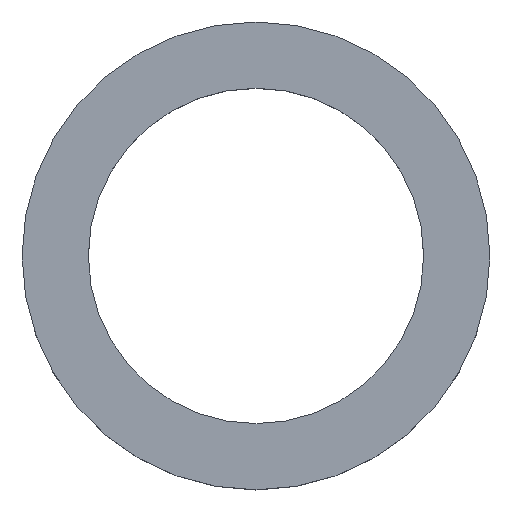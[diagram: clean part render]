
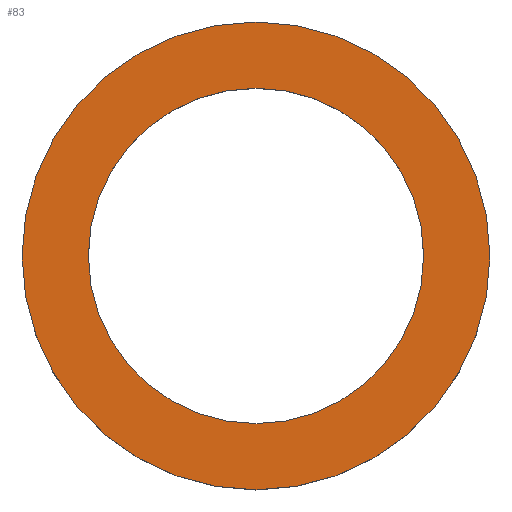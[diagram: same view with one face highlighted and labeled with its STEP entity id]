
A CAD part, top view. The second image highlights one B-rep face of the part: STEP entity #83.
In plain terms, the highlighted planar face has unit normal (0, 0, 1).
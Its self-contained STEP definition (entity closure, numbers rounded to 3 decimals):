
#28=FACE_BOUND('',#36,.T.);
#30=FACE_OUTER_BOUND('',#35,.T.);
#35=EDGE_LOOP('',(#63,#64));
#36=EDGE_LOOP('',(#65));
#42=CIRCLE('',#104,3.);
#43=CIRCLE('',#105,3.);
#44=CIRCLE('',#106,2.15);
#48=VERTEX_POINT('',#149);
#49=VERTEX_POINT('',#150);
#50=VERTEX_POINT('',#153);
#54=EDGE_CURVE('',#48,#49,#42,.T.);
#55=EDGE_CURVE('',#49,#48,#43,.T.);
#56=EDGE_CURVE('',#50,#50,#44,.T.);
#63=ORIENTED_EDGE('',*,*,#54,.T.);
#64=ORIENTED_EDGE('',*,*,#55,.T.);
#65=ORIENTED_EDGE('',*,*,#56,.F.);
#81=PLANE('',#103);
#83=ADVANCED_FACE('',(#30,#28),#81,.T.);
#103=AXIS2_PLACEMENT_3D('',#148,#119,#120);
#104=AXIS2_PLACEMENT_3D('',#151,#121,#122);
#105=AXIS2_PLACEMENT_3D('',#152,#123,#124);
#106=AXIS2_PLACEMENT_3D('',#154,#125,#126);
#119=DIRECTION('center_axis',(0.,0.,1.));
#120=DIRECTION('ref_axis',(1.,0.,0.));
#121=DIRECTION('center_axis',(0.,0.,1.));
#122=DIRECTION('ref_axis',(1.,0.,0.));
#123=DIRECTION('center_axis',(0.,0.,1.));
#124=DIRECTION('ref_axis',(1.,0.,0.));
#125=DIRECTION('center_axis',(0.,0.,1.));
#126=DIRECTION('ref_axis',(1.,0.,0.));
#148=CARTESIAN_POINT('Origin',(0.,0.,0.5));
#149=CARTESIAN_POINT('',(3.,0.,0.5));
#150=CARTESIAN_POINT('',(-3.,0.,0.5));
#151=CARTESIAN_POINT('Origin',(0.,0.,0.5));
#152=CARTESIAN_POINT('Origin',(0.,0.,0.5));
#153=CARTESIAN_POINT('',(-2.15,0.,0.5));
#154=CARTESIAN_POINT('Origin',(0.,0.,0.5));
